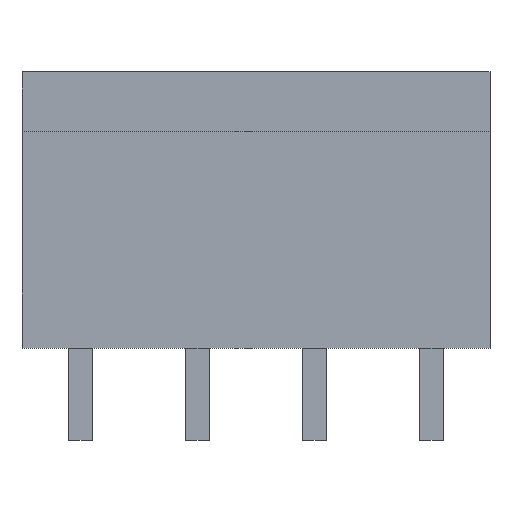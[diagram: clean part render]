
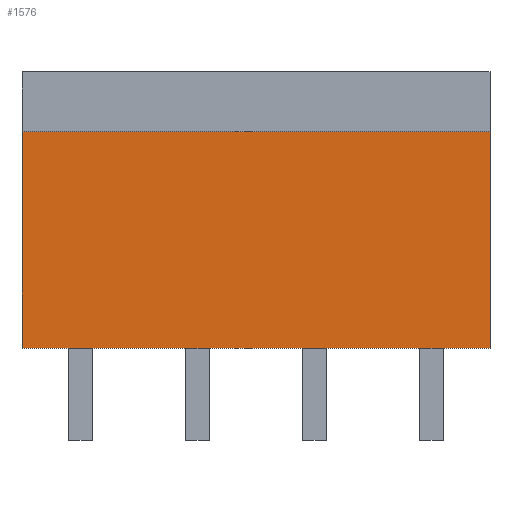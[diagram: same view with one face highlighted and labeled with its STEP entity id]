
A CAD part, front view. The second image highlights one B-rep face of the part: STEP entity #1576.
In plain terms, the highlighted planar face has unit normal (0, -1, 0).
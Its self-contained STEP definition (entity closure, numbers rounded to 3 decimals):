
#124=DIRECTION('',(0.,0.,-1.));
#125=VECTOR('',#124,9.4);
#126=CARTESIAN_POINT('',(-10.16,-3.85,-2.6));
#127=LINE('',#126,#125);
#136=DIRECTION('',(1.,0.,0.));
#137=VECTOR('',#136,20.32);
#138=CARTESIAN_POINT('',(-10.16,-3.85,-12.));
#139=LINE('',#138,#137);
#204=DIRECTION('',(1.,0.,0.));
#205=VECTOR('',#204,20.32);
#206=CARTESIAN_POINT('',(-10.16,-3.85,-2.6));
#207=LINE('',#206,#205);
#548=DIRECTION('',(0.,0.,-1.));
#549=VECTOR('',#548,9.4);
#550=CARTESIAN_POINT('',(10.16,-3.85,-2.6));
#551=LINE('',#550,#549);
#1158=CARTESIAN_POINT('',(-10.16,-3.85,-2.6));
#1159=VERTEX_POINT('',#1158);
#1160=CARTESIAN_POINT('',(-10.16,-3.85,-12.));
#1161=VERTEX_POINT('',#1160);
#1188=CARTESIAN_POINT('',(10.16,-3.85,-2.6));
#1189=VERTEX_POINT('',#1188);
#1190=CARTESIAN_POINT('',(10.16,-3.85,-12.));
#1191=VERTEX_POINT('',#1190);
#1563=CARTESIAN_POINT('',(-10.16,-3.85,-2.6));
#1564=DIRECTION('',(0.,-1.,0.));
#1565=DIRECTION('',(0.,0.,-1.));
#1566=AXIS2_PLACEMENT_3D('',#1563,#1564,#1565);
#1567=PLANE('',#1566);
#1568=ORIENTED_EDGE('',*,*,#1487,.F.);
#1570=ORIENTED_EDGE('',*,*,#1569,.T.);
#1572=ORIENTED_EDGE('',*,*,#1571,.T.);
#1573=ORIENTED_EDGE('',*,*,#1515,.F.);
#1574=EDGE_LOOP('',(#1568,#1570,#1572,#1573));
#1575=FACE_OUTER_BOUND('',#1574,.F.);
#1576=ADVANCED_FACE('',(#1575),#1567,.T.);
#1487=EDGE_CURVE('',#1159,#1161,#127,.T.);
#1515=EDGE_CURVE('',#1161,#1191,#139,.T.);
#1569=EDGE_CURVE('',#1159,#1189,#207,.T.);
#1571=EDGE_CURVE('',#1189,#1191,#551,.T.);
